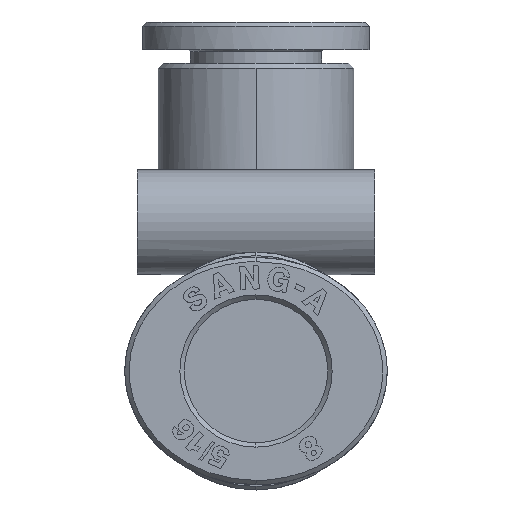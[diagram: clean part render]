
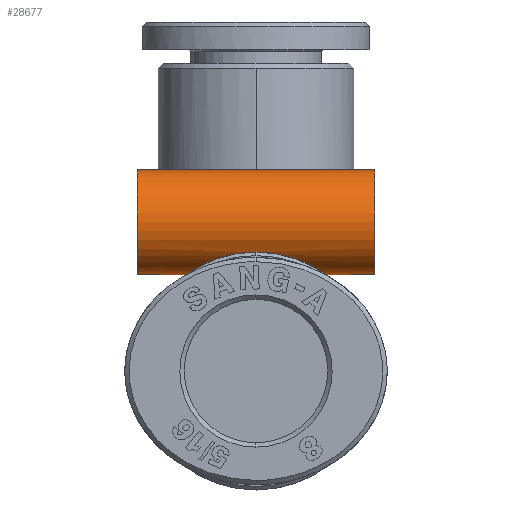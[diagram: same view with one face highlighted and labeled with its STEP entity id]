
A CAD part, left-side view. The second image highlights one B-rep face of the part: STEP entity #28677.
In plain terms, the highlighted cylindrical face has radius 3 mm (diameter 6 mm), a partial arc.
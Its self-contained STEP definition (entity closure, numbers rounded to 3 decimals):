
#6 = VERTEX_POINT ( 'NONE', #12656 ) ;
#1452 = CARTESIAN_POINT ( 'NONE',  ( -12.294, 1.788, 6.514 ) ) ;
#1813 = CIRCLE ( 'NONE', #26698, 3. ) ;
#2733 = CARTESIAN_POINT ( 'NONE',  ( -10., 3.999, 5.45 ) ) ;
#3330 = CARTESIAN_POINT ( 'NONE',  ( -11.572, -3.315, 5.89 ) ) ;
#3743 = CARTESIAN_POINT ( 'NONE',  ( -10., 0., 11.45 ) ) ;
#3889 = CYLINDRICAL_SURFACE ( 'NONE', #32432, 3. ) ;
#4201 = VERTEX_POINT ( 'NONE', #22106 ) ;
#4445 = CARTESIAN_POINT ( 'NONE',  ( -12.338, -1.572, 6.57 ) ) ;
#4665 = DIRECTION ( 'NONE',  ( 0., 0., 1. ) ) ;
#4889 = CARTESIAN_POINT ( 'NONE',  ( -10., 6.8, 8.45 ) ) ;
#5896 = CARTESIAN_POINT ( 'NONE',  ( -12.179, 2.207, 6.386 ) ) ;
#6640 = CARTESIAN_POINT ( 'NONE',  ( -10.23, 3.99, 5.457 ) ) ;
#7843 = AXIS2_PLACEMENT_3D ( 'NONE', #30094, #42722, #4665 ) ;
#8198 = DIRECTION ( 'NONE',  ( 0., 1., 0. ) ) ;
#8566 = CARTESIAN_POINT ( 'NONE',  ( -10., -6.8, 11.45 ) ) ;
#11505 = ORIENTED_EDGE ( 'NONE', *, *, #24514, .F. ) ;
#11535 = CARTESIAN_POINT ( 'NONE',  ( -10., 0., 8.45 ) ) ;
#11703 = CARTESIAN_POINT ( 'NONE',  ( -10., -3.999, 5.45 ) ) ;
#11883 = VECTOR ( 'NONE', #52606, 1000. ) ;
#12203 = DIRECTION ( 'NONE',  ( 0., 1., 0. ) ) ;
#12231 = CARTESIAN_POINT ( 'NONE',  ( -12.179, -2.205, 6.386 ) ) ;
#12656 = CARTESIAN_POINT ( 'NONE',  ( -10., -6.8, 5.45 ) ) ;
#14642 = VERTEX_POINT ( 'NONE', #44243 ) ;
#15434 = DIRECTION ( 'NONE',  ( 0., 1., 0. ) ) ;
#15900 = VERTEX_POINT ( 'NONE', #8566 ) ;
#15948 = CARTESIAN_POINT ( 'NONE',  ( -10.456, -3.963, 5.477 ) ) ;
#20221 = CARTESIAN_POINT ( 'NONE',  ( -10.882, -3.823, 5.574 ) ) ;
#21471 = EDGE_CURVE ( 'NONE', #48925, #4201, #44065, .T. ) ;
#21803 = EDGE_CURVE ( 'NONE', #4201, #52410, #44762, .T. ) ;
#22051 = ORIENTED_EDGE ( 'NONE', *, *, #21471, .F. ) ;
#22106 = CARTESIAN_POINT ( 'NONE',  ( -12.472, 0., 6.75 ) ) ;
#22616 = CARTESIAN_POINT ( 'NONE',  ( -11.931, 2.798, 6.151 ) ) ;
#22996 = CARTESIAN_POINT ( 'NONE',  ( -12.472, 0.457, 6.75 ) ) ;
#24090 = CARTESIAN_POINT ( 'NONE',  ( -10.562, 3.928, 5.501 ) ) ;
#24514 = EDGE_CURVE ( 'NONE', #52410, #44918, #35772, .T. ) ;
#25438 = CARTESIAN_POINT ( 'NONE',  ( -12.472, -0.228, 6.75 ) ) ;
#25633 = CARTESIAN_POINT ( 'NONE',  ( -12.407, -1.133, 6.659 ) ) ;
#25688 = DIRECTION ( 'NONE',  ( 0., -1., 0. ) ) ;
#25839 = FACE_OUTER_BOUND ( 'NONE', #47340, .T. ) ;
#26688 = CARTESIAN_POINT ( 'NONE',  ( -12.339, 1.57, 6.57 ) ) ;
#26698 = AXIS2_PLACEMENT_3D ( 'NONE', #4889, #25688, #47411 ) ;
#26989 = CARTESIAN_POINT ( 'NONE',  ( -10., 0., 5.45 ) ) ;
#27058 = CARTESIAN_POINT ( 'NONE',  ( -11.571, 3.316, 5.89 ) ) ;
#27235 = CARTESIAN_POINT ( 'NONE',  ( -12.108, 2.409, 6.312 ) ) ;
#27633 = CARTESIAN_POINT ( 'NONE',  ( -11.076, 3.721, 5.643 ) ) ;
#28053 = LINE ( 'NONE', #55115, #44669 ) ;
#28178 = CARTESIAN_POINT ( 'NONE',  ( -10.114, 3.999, 5.45 ) ) ;
#28677 = ADVANCED_FACE ( 'NONE', ( #25839 ), #3889, .T. ) ;
#29384 = ORIENTED_EDGE ( 'NONE', *, *, #50698, .T. ) ;
#29693 = CARTESIAN_POINT ( 'NONE',  ( -12.472, 0., 6.75 ) ) ;
#30094 = CARTESIAN_POINT ( 'NONE',  ( -10., -6.8, 8.45 ) ) ;
#30305 = ORIENTED_EDGE ( 'NONE', *, *, #47556, .T. ) ;
#31159 = CARTESIAN_POINT ( 'NONE',  ( -12.442, 0.907, 6.704 ) ) ;
#32432 = AXIS2_PLACEMENT_3D ( 'NONE', #11535, #15434, #36762 ) ;
#33764 = CARTESIAN_POINT ( 'NONE',  ( -10., -3.999, 5.45 ) ) ;
#34160 = CARTESIAN_POINT ( 'NONE',  ( -12.294, -1.786, 6.515 ) ) ;
#34306 = LINE ( 'NONE', #3743, #44969 ) ;
#35772 = LINE ( 'NONE', #26989, #11883 ) ;
#36305 = CARTESIAN_POINT ( 'NONE',  ( -10.878, 3.824, 5.573 ) ) ;
#36482 = CARTESIAN_POINT ( 'NONE',  ( -10.454, 3.954, 5.482 ) ) ;
#36762 = DIRECTION ( 'NONE',  ( 0., 0., 1. ) ) ;
#38015 = CARTESIAN_POINT ( 'NONE',  ( -12.432, -0.908, 6.693 ) ) ;
#39519 = ORIENTED_EDGE ( 'NONE', *, *, #21803, .F. ) ;
#40091 = EDGE_CURVE ( 'NONE', #6, #15900, #50002, .T. ) ;
#40325 = ORIENTED_EDGE ( 'NONE', *, *, #40585, .F. ) ;
#40582 = CARTESIAN_POINT ( 'NONE',  ( -11.42, 3.469, 5.801 ) ) ;
#40585 = EDGE_CURVE ( 'NONE', #6, #48925, #28053, .T. ) ;
#42722 = DIRECTION ( 'NONE',  ( 0., 1., 0. ) ) ;
#44065 = B_SPLINE_CURVE_WITH_KNOTS ( 'NONE', 3,
 ( #11703, #45706, #15948, #20221, #49952, #54242, #3330, #45133, #45878, #50674, #12231, #34160, #4445, #25633, #38015, #46612, #25438, #29693 ),
 .UNSPECIFIED., .F., .F.,
 ( 4, 2, 2, 2, 2, 2, 2, 2, 4 ),
 ( 0.005, 0.005, 0.006, 0.007, 0.007, 0.008, 0.009, 0.009, 0.01 ),
 .UNSPECIFIED. ) ;
#44243 = CARTESIAN_POINT ( 'NONE',  ( -10., 6.8, 11.45 ) ) ;
#44669 = VECTOR ( 'NONE', #12203, 1000. ) ;
#44762 = B_SPLINE_CURVE_WITH_KNOTS ( 'NONE', 3,
 ( #48074, #22996, #31159, #26688, #1452, #5896, #27235, #22616, #52324, #27058, #40582, #27633, #36305, #24090, #36482, #6640, #28178, #2733 ),
 .UNSPECIFIED., .F., .F.,
 ( 4, 2, 2, 2, 2, 2, 2, 2, 4 ),
 ( 0.01, 0.011, 0.012, 0.013, 0.013, 0.014, 0.015, 0.015, 0.016 ),
 .UNSPECIFIED. ) ;
#44918 = VERTEX_POINT ( 'NONE', #52104 ) ;
#44969 = VECTOR ( 'NONE', #8198, 1000. ) ;
#44987 = CARTESIAN_POINT ( 'NONE',  ( -10., 3.999, 5.45 ) ) ;
#45133 = CARTESIAN_POINT ( 'NONE',  ( -11.827, -2.979, 6.066 ) ) ;
#45706 = CARTESIAN_POINT ( 'NONE',  ( -10.23, -3.999, 5.45 ) ) ;
#45878 = CARTESIAN_POINT ( 'NONE',  ( -11.932, -2.798, 6.151 ) ) ;
#45932 = ORIENTED_EDGE ( 'NONE', *, *, #40091, .T. ) ;
#46612 = CARTESIAN_POINT ( 'NONE',  ( -12.464, -0.456, 6.739 ) ) ;
#47340 = EDGE_LOOP ( 'NONE', ( #40325, #45932, #30305, #29384, #11505, #39519, #22051 ) ) ;
#47411 = DIRECTION ( 'NONE',  ( 0., 0., 1. ) ) ;
#47556 = EDGE_CURVE ( 'NONE', #15900, #14642, #34306, .T. ) ;
#48074 = CARTESIAN_POINT ( 'NONE',  ( -12.472, 0., 6.75 ) ) ;
#48925 = VERTEX_POINT ( 'NONE', #33764 ) ;
#49952 = CARTESIAN_POINT ( 'NONE',  ( -11.077, -3.721, 5.644 ) ) ;
#50002 = CIRCLE ( 'NONE', #7843, 3. ) ;
#50674 = CARTESIAN_POINT ( 'NONE',  ( -12.108, -2.41, 6.312 ) ) ;
#50698 = EDGE_CURVE ( 'NONE', #14642, #44918, #1813, .T. ) ;
#52104 = CARTESIAN_POINT ( 'NONE',  ( -10., 6.8, 5.45 ) ) ;
#52324 = CARTESIAN_POINT ( 'NONE',  ( -11.825, 2.982, 6.064 ) ) ;
#52410 = VERTEX_POINT ( 'NONE', #44987 ) ;
#52606 = DIRECTION ( 'NONE',  ( 0., 1., 0. ) ) ;
#54242 = CARTESIAN_POINT ( 'NONE',  ( -11.423, -3.467, 5.802 ) ) ;
#55115 = CARTESIAN_POINT ( 'NONE',  ( -10., 0., 5.45 ) ) ;
